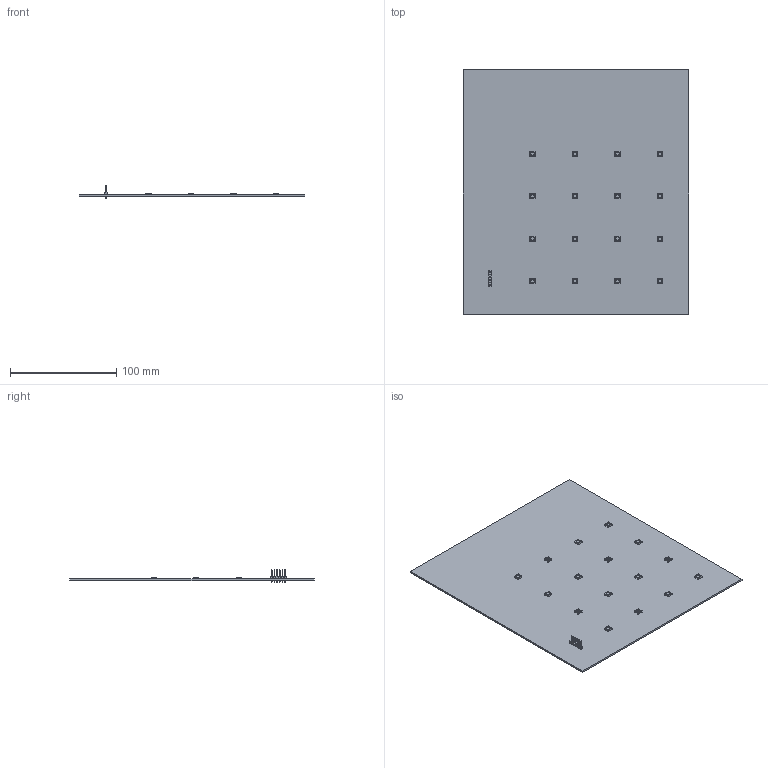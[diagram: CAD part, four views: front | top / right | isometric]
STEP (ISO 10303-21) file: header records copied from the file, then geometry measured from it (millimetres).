
FILE_DESCRIPTION(('KiCad electronic assembly'),'2;1');
FILE_NAME('RIGHT_Side Panel.step','2021-10-10T23:35:13',('An Author'),( 'A Company'),'Open CASCADE STEP processor 6.9', 'KiCad to STEP converter','Unknown');
FILE_SCHEMA(('AUTOMOTIVE_DESIGN { 1 0 10303 214 1 1 1 1 }'));
Length unit declared in the file: millimetre
Products named in the file (6): Open CASCADE STEP translator 6.9 1; PinHeader_1x06_P2.54mm_Vertical; SOLID; LED_WS2812B_PLCC4_5.0x5.0mm_P3.2mm; COMPOUND
Assembly tree (20 placements, depth 3):
  Open CASCADE STEP translator 6.9 1
    PinHeader_1x06_P2.54mm_Vertical
      SOLID
    LED_WS2812B_PLCC4_5.0x5.0mm_P3.2mm  x16
      SOLID
    COMPOUND
Bounding box: 212 x 230 x 11.54 mm (x, y, z)
Volume: 78674.3 mm3; surface area: 100719.9 mm2
Topology: 18 solids, 18 shells, 1248 faces, 3600 edges, 2352 vertices
Faces by surface type: plane 874, cylinder 358, cone 16
Full cylindrical faces by diameter (mm): 1 x6, 3.333 x16
Entity records: 16455 total; most frequent: CARTESIAN_POINT 2790, DIRECTION 2266, LINE 1647, VECTOR 1647, ORIENTED_EDGE 1170, PCURVE 1170, DEFINITIONAL_REPRESENTATION 1170, EDGE_CURVE 585
